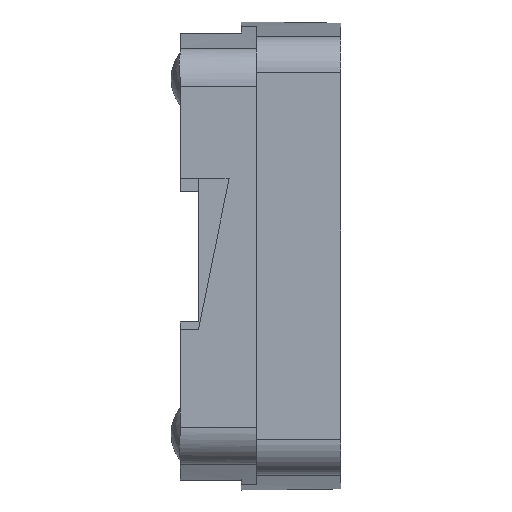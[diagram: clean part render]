
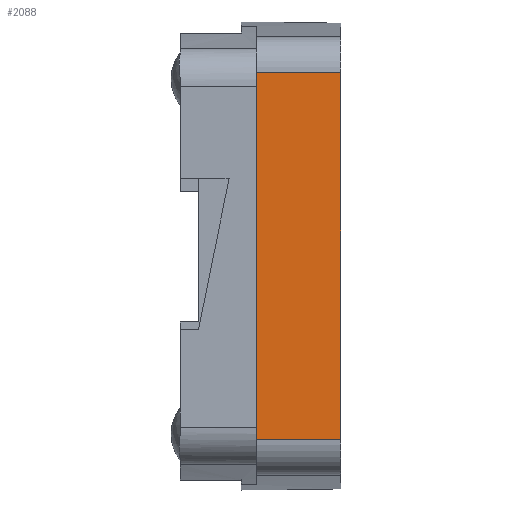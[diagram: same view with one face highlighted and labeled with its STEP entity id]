
A CAD part, left-side view. The second image highlights one B-rep face of the part: STEP entity #2088.
In plain terms, the highlighted planar face has unit normal (-1, 0, 0).
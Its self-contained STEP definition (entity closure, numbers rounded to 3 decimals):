
#75=PLANE('',#2296);
#166=FACE_OUTER_BOUND('',#300,.T.);
#300=EDGE_LOOP('',(#1659,#1660,#1661,#1662));
#383=LINE('',#3081,#579);
#473=LINE('',#3375,#669);
#484=LINE('',#3414,#680);
#485=LINE('',#3416,#681);
#579=VECTOR('',#2443,10.);
#669=VECTOR('',#2705,10.);
#680=VECTOR('',#2750,10.);
#681=VECTOR('',#2753,10.);
#888=VERTEX_POINT('',#3078);
#889=VERTEX_POINT('',#3080);
#1006=VERTEX_POINT('',#3372);
#1007=VERTEX_POINT('',#3374);
#1096=EDGE_CURVE('',#888,#889,#383,.T.);
#1240=EDGE_CURVE('',#1007,#1006,#473,.T.);
#1262=EDGE_CURVE('',#889,#1006,#484,.T.);
#1263=EDGE_CURVE('',#1007,#888,#485,.T.);
#1659=ORIENTED_EDGE('',*,*,#1263,.F.);
#1660=ORIENTED_EDGE('',*,*,#1240,.T.);
#1661=ORIENTED_EDGE('',*,*,#1262,.F.);
#1662=ORIENTED_EDGE('',*,*,#1096,.F.);
#2088=ADVANCED_FACE('',(#166),#75,.T.);
#2296=AXIS2_PLACEMENT_3D('',#3415,#2751,#2752);
#2443=DIRECTION('',(0.,0.,-1.));
#2705=DIRECTION('',(0.,0.,-1.));
#2750=DIRECTION('',(0.,1.,0.));
#2751=DIRECTION('center_axis',(-1.,0.,0.));
#2752=DIRECTION('ref_axis',(0.,0.,-1.));
#2753=DIRECTION('',(0.,-1.,0.));
#3078=CARTESIAN_POINT('',(-34.826,94.5,15.283));
#3080=CARTESIAN_POINT('',(-34.826,94.5,-15.192));
#3081=CARTESIAN_POINT('',(-34.826,94.5,-19.954));
#3372=CARTESIAN_POINT('',(-34.826,101.5,-15.192));
#3374=CARTESIAN_POINT('',(-34.826,101.5,15.283));
#3375=CARTESIAN_POINT('',(-34.826,101.5,-19.954));
#3414=CARTESIAN_POINT('',(-34.826,10.5,-15.192));
#3415=CARTESIAN_POINT('Origin',(-34.826,101.5,-19.954));
#3416=CARTESIAN_POINT('',(-34.826,100.5,15.283));
